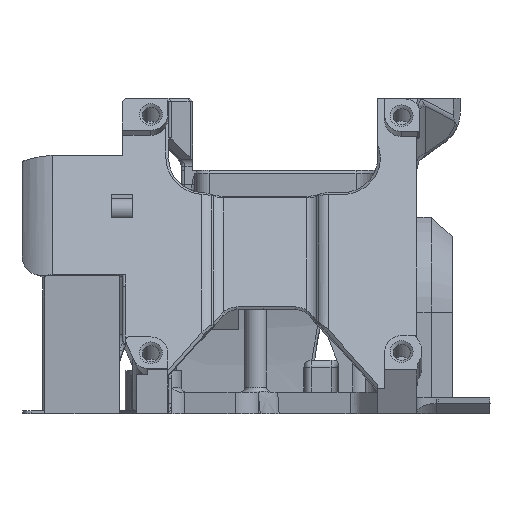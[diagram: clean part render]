
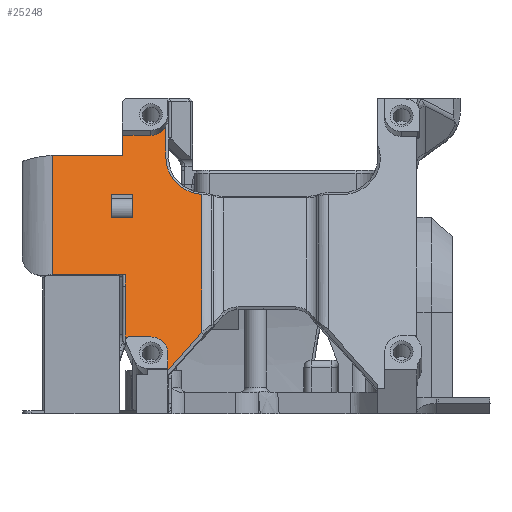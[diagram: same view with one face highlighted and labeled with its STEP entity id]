
A CAD part, left-side view. The second image highlights one B-rep face of the part: STEP entity #25248.
In plain terms, the highlighted planar face has unit normal (-0.94, 0, 0.342).
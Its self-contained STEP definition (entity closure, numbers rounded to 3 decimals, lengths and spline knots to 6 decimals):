
#1266=CIRCLE('',#27103,0.0005);
#1267=CIRCLE('',#27104,0.00235);
#1268=CIRCLE('',#27105,0.0054);
#1269=CIRCLE('',#27106,0.00235);
#2407=B_SPLINE_CURVE_WITH_KNOTS('',3,(#42641,#42642,#42643,#42644),
 .UNSPECIFIED.,.F.,.F.,(4,4),(0.,0.06),.UNSPECIFIED.);
#2408=B_SPLINE_CURVE_WITH_KNOTS('',3,(#42654,#42655,#42656,#42657),
 .UNSPECIFIED.,.F.,.F.,(4,4),(0.020289,0.022037),
 .UNSPECIFIED.);
#6550=ORIENTED_EDGE('',*,*,#12464,.F.);
#6551=ORIENTED_EDGE('',*,*,#12465,.T.);
#6552=ORIENTED_EDGE('',*,*,#12466,.T.);
#6553=ORIENTED_EDGE('',*,*,#12467,.T.);
#6554=ORIENTED_EDGE('',*,*,#12468,.T.);
#6555=ORIENTED_EDGE('',*,*,#12469,.F.);
#6556=ORIENTED_EDGE('',*,*,#12470,.T.);
#6557=ORIENTED_EDGE('',*,*,#12471,.F.);
#6558=ORIENTED_EDGE('',*,*,#12472,.F.);
#6559=ORIENTED_EDGE('',*,*,#12473,.T.);
#6560=ORIENTED_EDGE('',*,*,#12474,.T.);
#6561=ORIENTED_EDGE('',*,*,#12475,.T.);
#6562=ORIENTED_EDGE('',*,*,#12476,.T.);
#6563=ORIENTED_EDGE('',*,*,#12477,.F.);
#6564=ORIENTED_EDGE('',*,*,#12478,.F.);
#6565=ORIENTED_EDGE('',*,*,#12479,.F.);
#6566=ORIENTED_EDGE('',*,*,#12480,.F.);
#6567=ORIENTED_EDGE('',*,*,#12481,.F.);
#6568=ORIENTED_EDGE('',*,*,#12482,.F.);
#6569=ORIENTED_EDGE('',*,*,#12483,.F.);
#6570=ORIENTED_EDGE('',*,*,#12484,.T.);
#12464=EDGE_CURVE('',#15673,#15674,#17848,.T.);
#12465=EDGE_CURVE('',#15673,#15675,#17849,.T.);
#12466=EDGE_CURVE('',#15675,#15676,#17850,.T.);
#12467=EDGE_CURVE('',#15676,#15674,#17851,.T.);
#12468=EDGE_CURVE('',#15677,#15678,#17852,.F.);
#12469=EDGE_CURVE('',#15679,#15678,#1266,.F.);
#12470=EDGE_CURVE('',#15679,#15680,#17853,.T.);
#12471=EDGE_CURVE('',#15681,#15680,#1267,.T.);
#12472=EDGE_CURVE('',#15682,#15681,#17854,.T.);
#12473=EDGE_CURVE('',#15682,#15683,#17855,.T.);
#12474=EDGE_CURVE('',#15683,#15684,#17856,.T.);
#12475=EDGE_CURVE('',#15684,#15685,#1268,.T.);
#12476=EDGE_CURVE('',#15685,#15686,#17857,.T.);
#12477=EDGE_CURVE('',#15687,#15686,#1269,.T.);
#12478=EDGE_CURVE('',#15688,#15687,#17858,.T.);
#12479=EDGE_CURVE('',#15689,#15688,#2407,.F.);
#12480=EDGE_CURVE('',#15690,#15689,#17859,.T.);
#12481=EDGE_CURVE('',#15691,#15690,#17860,.T.);
#12482=EDGE_CURVE('',#15692,#15691,#17861,.T.);
#12483=EDGE_CURVE('',#15693,#15692,#17862,.T.);
#12484=EDGE_CURVE('',#15693,#15677,#2408,.T.);
#15673=VERTEX_POINT('',#42611);
#15674=VERTEX_POINT('',#42612);
#15675=VERTEX_POINT('',#42614);
#15676=VERTEX_POINT('',#42616);
#15677=VERTEX_POINT('',#42619);
#15678=VERTEX_POINT('',#42620);
#15679=VERTEX_POINT('',#42622);
#15680=VERTEX_POINT('',#42624);
#15681=VERTEX_POINT('',#42626);
#15682=VERTEX_POINT('',#42628);
#15683=VERTEX_POINT('',#42630);
#15684=VERTEX_POINT('',#42632);
#15685=VERTEX_POINT('',#42634);
#15686=VERTEX_POINT('',#42636);
#15687=VERTEX_POINT('',#42638);
#15688=VERTEX_POINT('',#42640);
#15689=VERTEX_POINT('',#42645);
#15690=VERTEX_POINT('',#42647);
#15691=VERTEX_POINT('',#42649);
#15692=VERTEX_POINT('',#42651);
#15693=VERTEX_POINT('',#42653);
#17848=LINE('',#42610,#19824);
#17849=LINE('',#42613,#19825);
#17850=LINE('',#42615,#19826);
#17851=LINE('',#42617,#19827);
#17852=LINE('',#42618,#19828);
#17853=LINE('',#42623,#19829);
#17854=LINE('',#42627,#19830);
#17855=LINE('',#42629,#19831);
#17856=LINE('',#42631,#19832);
#17857=LINE('',#42635,#19833);
#17858=LINE('',#42639,#19834);
#17859=LINE('',#42646,#19835);
#17860=LINE('',#42648,#19836);
#17861=LINE('',#42650,#19837);
#17862=LINE('',#42652,#19838);
#19824=VECTOR('',#31588,1.);
#19825=VECTOR('',#31589,1.);
#19826=VECTOR('',#31590,1.);
#19827=VECTOR('',#31591,1.);
#19828=VECTOR('',#31592,1.);
#19829=VECTOR('',#31595,1.);
#19830=VECTOR('',#31598,1.);
#19831=VECTOR('',#31599,1.);
#19832=VECTOR('',#31600,1.);
#19833=VECTOR('',#31603,1.);
#19834=VECTOR('',#31606,1.);
#19835=VECTOR('',#31607,1.);
#19836=VECTOR('',#31608,1.);
#19837=VECTOR('',#31609,1.);
#19838=VECTOR('',#31610,1.);
#21454=EDGE_LOOP('',(#6550,#6551,#6552,#6553));
#21455=EDGE_LOOP('',(#6554,#6555,#6556,#6557,#6558,#6559,#6560,#6561,#6562,
#6563,#6564,#6565,#6566,#6567,#6568,#6569,#6570));
#23023=FACE_BOUND('',#21454,.T.);
#23024=FACE_BOUND('',#21455,.T.);
#24290=PLANE('',#27102);
#25248=ADVANCED_FACE('',(#23023,#23024),#24290,.T.);
#27102=AXIS2_PLACEMENT_3D('',#42609,#31586,#31587);
#27103=AXIS2_PLACEMENT_3D('',#42621,#31593,#31594);
#27104=AXIS2_PLACEMENT_3D('',#42625,#31596,#31597);
#27105=AXIS2_PLACEMENT_3D('',#42633,#31601,#31602);
#27106=AXIS2_PLACEMENT_3D('',#42637,#31604,#31605);
#31586=DIRECTION('',(-0.94,0.,0.342));
#31587=DIRECTION('',(-0.342,0.,-0.94));
#31588=DIRECTION('',(0.342,0.,0.94));
#31589=DIRECTION('',(0.,1.,0.));
#31590=DIRECTION('',(0.342,0.,0.94));
#31591=DIRECTION('',(0.,-1.,0.));
#31592=DIRECTION('',(0.342,0.,0.94));
#31593=DIRECTION('',(0.94,0.,-0.342));
#31594=DIRECTION('',(0.342,0.,0.94));
#31595=DIRECTION('',(0.,-1.,0.));
#31596=DIRECTION('',(-0.94,0.,0.342));
#31597=DIRECTION('',(-0.342,0.,-0.94));
#31598=DIRECTION('',(0.342,0.,0.94));
#31599=DIRECTION('',(0.262,-0.643,0.72));
#31600=DIRECTION('',(0.342,0.,0.94));
#31601=DIRECTION('',(0.94,0.,-0.342));
#31602=DIRECTION('',(0.342,0.,0.94));
#31603=DIRECTION('',(0.342,0.,0.94));
#31604=DIRECTION('',(-0.94,0.,0.342));
#31605=DIRECTION('',(-0.342,0.,-0.94));
#31606=DIRECTION('',(0.,-1.,0.));
#31607=DIRECTION('',(0.342,0.,0.94));
#31608=DIRECTION('',(0.,-1.,0.));
#31609=DIRECTION('',(0.342,0.,0.94));
#31610=DIRECTION('',(0.,1.,0.));
#42609=CARTESIAN_POINT('',(-0.143233,0.043625,0.007513));
#42610=CARTESIAN_POINT('',(-0.143233,0.046125,0.007513));
#42611=CARTESIAN_POINT('',(-0.136025,0.046125,0.027318));
#42612=CARTESIAN_POINT('',(-0.134842,0.046125,0.03057));
#42613=CARTESIAN_POINT('',(-0.136025,0.049125,0.027318));
#42614=CARTESIAN_POINT('',(-0.136025,0.049125,0.027318));
#42615=CARTESIAN_POINT('',(-0.143233,0.049125,0.007513));
#42616=CARTESIAN_POINT('',(-0.134842,0.049125,0.03057));
#42617=CARTESIAN_POINT('',(-0.134842,0.046125,0.03057));
#42618=CARTESIAN_POINT('',(-0.143233,0.047174,0.007513));
#42619=CARTESIAN_POINT('',(-0.139495,0.047174,0.017785));
#42620=CARTESIAN_POINT('',(-0.142438,0.047174,0.009699));
#42621=CARTESIAN_POINT('',(-0.142498,0.046706,0.009534));
#42622=CARTESIAN_POINT('',(-0.142327,0.046706,0.010004));
#42623=CARTESIAN_POINT('',(-0.142327,0.043625,0.010004));
#42624=CARTESIAN_POINT('',(-0.142327,0.043625,0.010004));
#42625=CARTESIAN_POINT('',(-0.143131,0.043625,0.007795));
#42626=CARTESIAN_POINT('',(-0.143131,0.041275,0.007795));
#42627=CARTESIAN_POINT('',(-0.130237,0.041275,0.043222));
#42628=CARTESIAN_POINT('',(-0.143766,0.041275,0.006051));
#42629=CARTESIAN_POINT('',(-0.143849,0.04148,0.005822));
#42630=CARTESIAN_POINT('',(-0.141835,0.036539,0.011354));
#42631=CARTESIAN_POINT('',(-0.143233,0.036539,0.007513));
#42632=CARTESIAN_POINT('',(-0.134831,0.036539,0.0306));
#42633=CARTESIAN_POINT('',(-0.132989,0.036125,0.035659));
#42634=CARTESIAN_POINT('',(-0.132989,0.041525,0.035659));
#42635=CARTESIAN_POINT('',(-0.143233,0.041525,0.007513));
#42636=CARTESIAN_POINT('',(-0.131384,0.041525,0.040069));
#42637=CARTESIAN_POINT('',(-0.131023,0.043625,0.04106));
#42638=CARTESIAN_POINT('',(-0.131827,0.043625,0.038852));
#42639=CARTESIAN_POINT('',(-0.131827,0.043625,0.038852));
#42640=CARTESIAN_POINT('',(-0.131827,0.046125,0.038852));
#42641=CARTESIAN_POINT('',(-0.131827,0.046125,0.038852));
#42642=CARTESIAN_POINT('',(-0.131827,0.046625,0.038852));
#42643=CARTESIAN_POINT('',(-0.131827,0.047125,0.038852));
#42644=CARTESIAN_POINT('',(-0.131827,0.047625,0.038852));
#42645=CARTESIAN_POINT('',(-0.131827,0.047625,0.038852));
#42646=CARTESIAN_POINT('',(-0.143233,0.047625,0.007513));
#42647=CARTESIAN_POINT('',(-0.132846,0.047625,0.036052));
#42648=CARTESIAN_POINT('',(-0.132846,0.047125,0.036052));
#42649=CARTESIAN_POINT('',(-0.132846,0.057406,0.036052));
#42650=CARTESIAN_POINT('',(-0.138898,0.057406,0.019425));
#42651=CARTESIAN_POINT('',(-0.138898,0.057406,0.019425));
#42652=CARTESIAN_POINT('',(-0.138898,0.047125,0.019425));
#42653=CARTESIAN_POINT('',(-0.138898,0.047223,0.019425));
#42654=CARTESIAN_POINT('',(-0.138898,0.047223,0.019425));
#42655=CARTESIAN_POINT('',(-0.139097,0.047213,0.018878));
#42656=CARTESIAN_POINT('',(-0.139295,0.047174,0.018333));
#42657=CARTESIAN_POINT('',(-0.139495,0.047174,0.017785));
